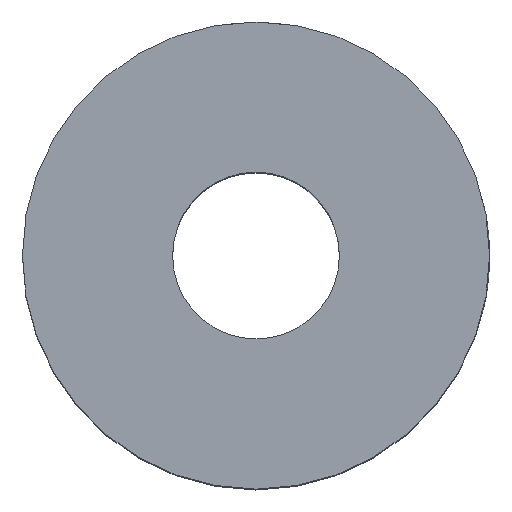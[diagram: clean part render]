
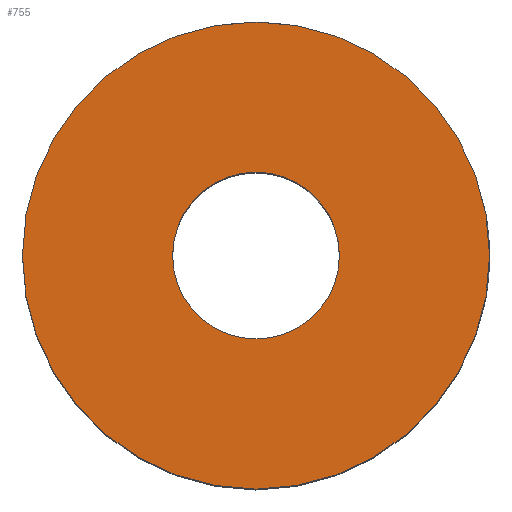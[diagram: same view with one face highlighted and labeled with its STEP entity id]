
A CAD part, top view. The second image highlights one B-rep face of the part: STEP entity #755.
In plain terms, the highlighted planar face has unit normal (0, 0, 1).
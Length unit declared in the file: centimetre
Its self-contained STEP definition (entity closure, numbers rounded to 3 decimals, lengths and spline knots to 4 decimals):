
#106=PLANE('',#820);
#145=CIRCLE('',#816,0.7);
#146=CIRCLE('',#818,0.25);
#283=VERTEX_POINT('',#1279);
#284=VERTEX_POINT('',#1282);
#393=EDGE_CURVE('',#283,#283,#145,.T.);
#394=EDGE_CURVE('',#284,#284,#146,.T.);
#604=ORIENTED_EDGE('',*,*,#394,.F.);
#605=ORIENTED_EDGE('',*,*,#393,.F.);
#658=EDGE_LOOP('',(#604));
#659=EDGE_LOOP('',(#605));
#712=FACE_BOUND('',#658,.T.);
#713=FACE_BOUND('',#659,.T.);
#755=ADVANCED_FACE('',(#712,#713),#106,.T.);
#816=AXIS2_PLACEMENT_3D('',#1278,#970,#971);
#818=AXIS2_PLACEMENT_3D('',#1281,#974,#975);
#820=AXIS2_PLACEMENT_3D('',#1285,#978,$);
#970=DIRECTION('',(0.,0.,-1.));
#971=DIRECTION('',(0.7,0.,0.));
#974=DIRECTION('',(0.,0.,1.));
#975=DIRECTION('',(0.25,0.,0.));
#978=DIRECTION('',(0.,0.,1.));
#1278=CARTESIAN_POINT('',(0.,0.,1.55));
#1279=CARTESIAN_POINT('',(0.7,0.,1.55));
#1281=CARTESIAN_POINT('',(0.,0.,1.55));
#1282=CARTESIAN_POINT('',(0.25,0.,1.55));
#1285=CARTESIAN_POINT('',(0.,0.,1.55));
